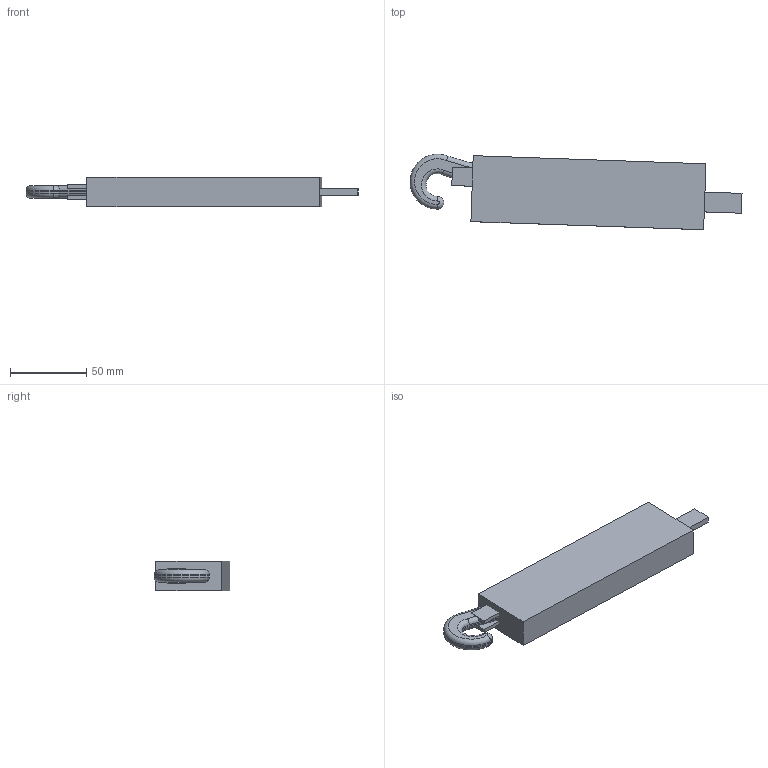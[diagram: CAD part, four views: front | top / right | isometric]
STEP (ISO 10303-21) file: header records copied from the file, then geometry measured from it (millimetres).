
FILE_DESCRIPTION(/* description */ (''),/* implementation_level */ '2;1');
FILE_NAME(/* name */ 'Feather Straight Razor_v59.step',/* time_stamp */ '2020-09-23T17:56:45-07:00',/* author */ (''),/* organization */ (''),/* preprocessor_version */ 'ST-DEVELOPER v18.1',/* originating_system */ 'Autodesk Translation Framework v9.3.0.1241',/* authorisation */ '');
FILE_SCHEMA (('AUTOMOTIVE_DESIGN { 1 0 10303 214 3 1 1 }'));
Length unit declared in the file: millimetre
Products named in the file (6): Feather Straight Razor v59; Tang; Handle; Fixed Handle; Screw; Screw Socket
Assembly tree (5 placements, depth 2):
  Feather Straight Razor v59
    Tang
    Handle
    Fixed Handle
    Screw
    Screw Socket
Bounding box: 217.29 x 49.43 x 19.05 mm (x, y, z)
Volume: 159633.9 mm3; surface area: 46047.4 mm2
Topology: 10 solids, 10 shells, 405 faces, 1030 edges, 641 vertices
Faces by surface type: cylinder 135, plane 120, bspline 101, torus 46, sphere 3
Full cylindrical faces by diameter (mm): 2 x1, 3.2 x1, 4 x4, 4.5 x2, 6 x1, 8 x3
Entity records: 16193 total; most frequent: CARTESIAN_POINT 6546, ORIENTED_EDGE 2050, DIRECTION 1915, EDGE_CURVE 1025, AXIS2_PLACEMENT_3D 768, VERTEX_POINT 641, EDGE_LOOP 418, FACE_OUTER_BOUND 405
